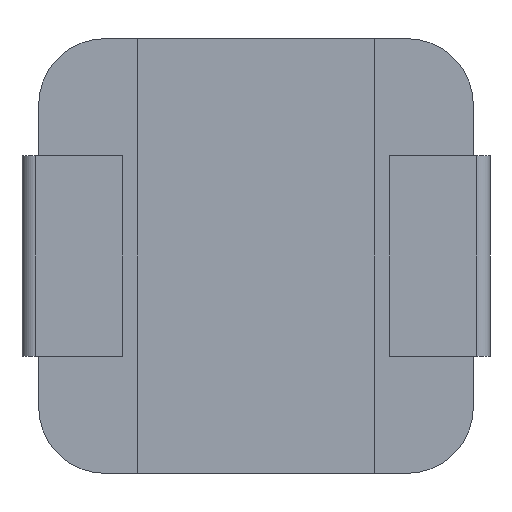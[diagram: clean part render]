
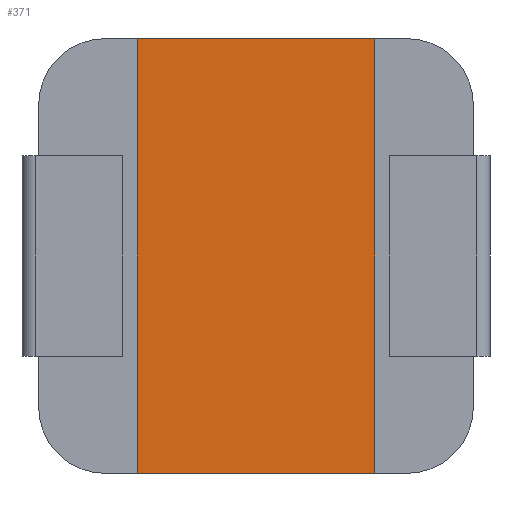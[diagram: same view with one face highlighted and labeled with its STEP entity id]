
A CAD part, front view. The second image highlights one B-rep face of the part: STEP entity #371.
In plain terms, the highlighted planar face has unit normal (0, -1, 0).
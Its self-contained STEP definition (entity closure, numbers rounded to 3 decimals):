
#4 = EDGE_CURVE ( 'NONE', #728, #848, #782, .T. ) ;
#22 = DIRECTION ( 'NONE',  ( 0., 1., 0. ) ) ;
#24 = CARTESIAN_POINT ( 'NONE',  ( -0.901, -0.5, -1.651 ) ) ;
#92 = EDGE_CURVE ( 'NONE', #848, #1083, #635, .T. ) ;
#98 = LINE ( 'NONE', #809, #347 ) ;
#183 = ORIENTED_EDGE ( 'NONE', *, *, #726, .T. ) ;
#199 = DIRECTION ( 'NONE',  ( 1., 0., 0. ) ) ;
#242 = DIRECTION ( 'NONE',  ( 0., 0., 1. ) ) ;
#319 = VECTOR ( 'NONE', #199, 1000. ) ;
#336 = EDGE_CURVE ( 'NONE', #1292, #1083, #98, .T. ) ;
#339 = ORIENTED_EDGE ( 'NONE', *, *, #336, .T. ) ;
#347 = VECTOR ( 'NONE', #1460, 1000. ) ;
#371 = ADVANCED_FACE ( 'NONE', ( #552 ), #1348, .F. ) ;
#372 = CARTESIAN_POINT ( 'NONE',  ( -0.901, -0.5, 1.651 ) ) ;
#387 = VECTOR ( 'NONE', #541, 1000. ) ;
#475 = CARTESIAN_POINT ( 'NONE',  ( -0.901, -0.5, 1.651 ) ) ;
#541 = DIRECTION ( 'NONE',  ( 0., 0., -1. ) ) ;
#552 = FACE_OUTER_BOUND ( 'NONE', #1023, .T. ) ;
#635 = LINE ( 'NONE', #1140, #387 ) ;
#657 = CARTESIAN_POINT ( 'NONE',  ( 0.901, -0.5, -1.651 ) ) ;
#726 = EDGE_CURVE ( 'NONE', #728, #1292, #1052, .T. ) ;
#728 = VERTEX_POINT ( 'NONE', #372 ) ;
#782 = LINE ( 'NONE', #1444, #319 ) ;
#809 = CARTESIAN_POINT ( 'NONE',  ( 0., -0.5, -1.651 ) ) ;
#848 = VERTEX_POINT ( 'NONE', #889 ) ;
#889 = CARTESIAN_POINT ( 'NONE',  ( 0.901, -0.5, 1.651 ) ) ;
#937 = DIRECTION ( 'NONE',  ( 0., 0., -1. ) ) ;
#948 = ORIENTED_EDGE ( 'NONE', *, *, #4, .F. ) ;
#991 = AXIS2_PLACEMENT_3D ( 'NONE', #1255, #22, #242 ) ;
#1023 = EDGE_LOOP ( 'NONE', ( #339, #1412, #948, #183 ) ) ;
#1052 = LINE ( 'NONE', #475, #1329 ) ;
#1083 = VERTEX_POINT ( 'NONE', #657 ) ;
#1140 = CARTESIAN_POINT ( 'NONE',  ( 0.901, -0.5, 1.651 ) ) ;
#1255 = CARTESIAN_POINT ( 'NONE',  ( 0., -0.5, 1.651 ) ) ;
#1292 = VERTEX_POINT ( 'NONE', #24 ) ;
#1329 = VECTOR ( 'NONE', #937, 1000. ) ;
#1348 = PLANE ( 'NONE',  #991 ) ;
#1412 = ORIENTED_EDGE ( 'NONE', *, *, #92, .F. ) ;
#1444 = CARTESIAN_POINT ( 'NONE',  ( 0., -0.5, 1.651 ) ) ;
#1460 = DIRECTION ( 'NONE',  ( 1., 0., 0. ) ) ;
